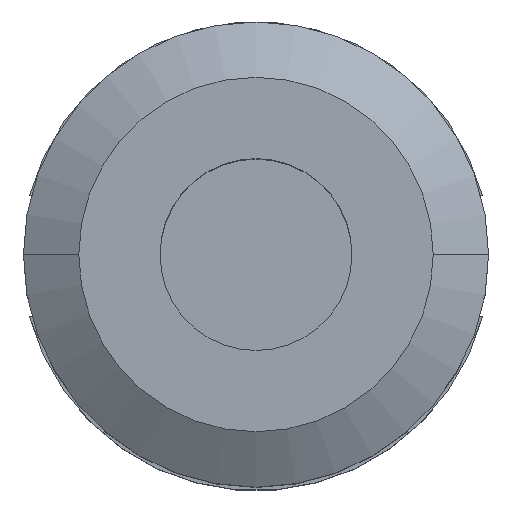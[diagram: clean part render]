
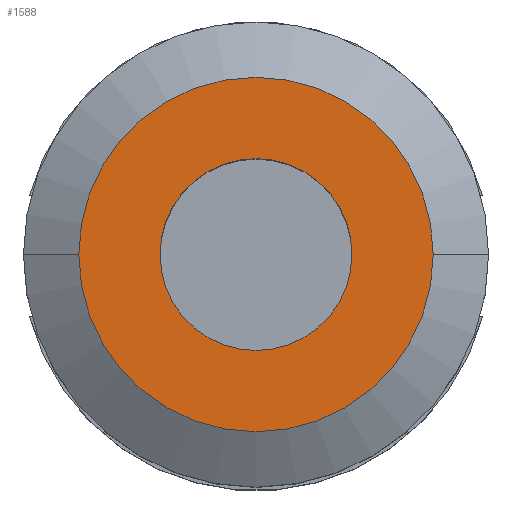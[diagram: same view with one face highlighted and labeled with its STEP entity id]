
A CAD part, top view. The second image highlights one B-rep face of the part: STEP entity #1588.
In plain terms, the highlighted planar face has unit normal (0, 0, 1).
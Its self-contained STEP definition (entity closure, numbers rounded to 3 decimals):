
#32 = AXIS2_PLACEMENT_3D ( 'NONE', #1954, #283, #403 ) ;
#40 = CARTESIAN_POINT ( 'NONE',  ( 0., 0., 152.4 ) ) ;
#50 = CARTESIAN_POINT ( 'NONE',  ( 13., 0., 152.4 ) ) ;
#122 = EDGE_CURVE ( 'NONE', #545, #819, #340, .T. ) ;
#207 = CARTESIAN_POINT ( 'NONE',  ( -13., 0., 152.4 ) ) ;
#218 = EDGE_LOOP ( 'NONE', ( #1602, #730 ) ) ;
#249 = EDGE_CURVE ( 'NONE', #819, #545, #904, .T. ) ;
#256 = CARTESIAN_POINT ( 'NONE',  ( 0., 0., 152.4 ) ) ;
#260 = FACE_OUTER_BOUND ( 'NONE', #218, .T. ) ;
#283 = DIRECTION ( 'NONE',  ( 0., 0., -1. ) ) ;
#340 = CIRCLE ( 'NONE', #1195, 24. ) ;
#403 = DIRECTION ( 'NONE',  ( -1., 0., 0. ) ) ;
#414 = DIRECTION ( 'NONE',  ( -1., 0., 0. ) ) ;
#545 = VERTEX_POINT ( 'NONE', #969 ) ;
#551 = DIRECTION ( 'NONE',  ( -1., 0., 0. ) ) ;
#566 = CIRCLE ( 'NONE', #1562, 13. ) ;
#583 = ORIENTED_EDGE ( 'NONE', *, *, #1832, .T. ) ;
#717 = DIRECTION ( 'NONE',  ( 0., 0., 1. ) ) ;
#730 = ORIENTED_EDGE ( 'NONE', *, *, #249, .F. ) ;
#750 = ORIENTED_EDGE ( 'NONE', *, *, #958, .T. ) ;
#819 = VERTEX_POINT ( 'NONE', #1382 ) ;
#904 = CIRCLE ( 'NONE', #32, 24. ) ;
#937 = VERTEX_POINT ( 'NONE', #50 ) ;
#958 = EDGE_CURVE ( 'NONE', #1815, #937, #566, .T. ) ;
#969 = CARTESIAN_POINT ( 'NONE',  ( -24., 0., 152.4 ) ) ;
#975 = DIRECTION ( 'NONE',  ( 0., 0., -1. ) ) ;
#984 = CARTESIAN_POINT ( 'NONE',  ( 0., 0., 152.4 ) ) ;
#1188 = DIRECTION ( 'NONE',  ( 1., 0., 0. ) ) ;
#1195 = AXIS2_PLACEMENT_3D ( 'NONE', #256, #1443, #414 ) ;
#1272 = EDGE_LOOP ( 'NONE', ( #750, #583 ) ) ;
#1377 = CIRCLE ( 'NONE', #1929, 13. ) ;
#1382 = CARTESIAN_POINT ( 'NONE',  ( 24., 0., 152.4 ) ) ;
#1443 = DIRECTION ( 'NONE',  ( 0., 0., -1. ) ) ;
#1550 = DIRECTION ( 'NONE',  ( -1., 0., 0. ) ) ;
#1562 = AXIS2_PLACEMENT_3D ( 'NONE', #984, #975, #551 ) ;
#1582 = AXIS2_PLACEMENT_3D ( 'NONE', #1634, #717, #1188 ) ;
#1588 = ADVANCED_FACE ( 'NONE', ( #1761, #260 ), #1756, .T. ) ;
#1602 = ORIENTED_EDGE ( 'NONE', *, *, #122, .F. ) ;
#1634 = CARTESIAN_POINT ( 'NONE',  ( 0., 24., 152.4 ) ) ;
#1660 = DIRECTION ( 'NONE',  ( 0., 0., -1. ) ) ;
#1756 = PLANE ( 'NONE',  #1582 ) ;
#1761 = FACE_BOUND ( 'NONE', #1272, .T. ) ;
#1815 = VERTEX_POINT ( 'NONE', #207 ) ;
#1832 = EDGE_CURVE ( 'NONE', #937, #1815, #1377, .T. ) ;
#1929 = AXIS2_PLACEMENT_3D ( 'NONE', #40, #1660, #1550 ) ;
#1954 = CARTESIAN_POINT ( 'NONE',  ( 0., 0., 152.4 ) ) ;
